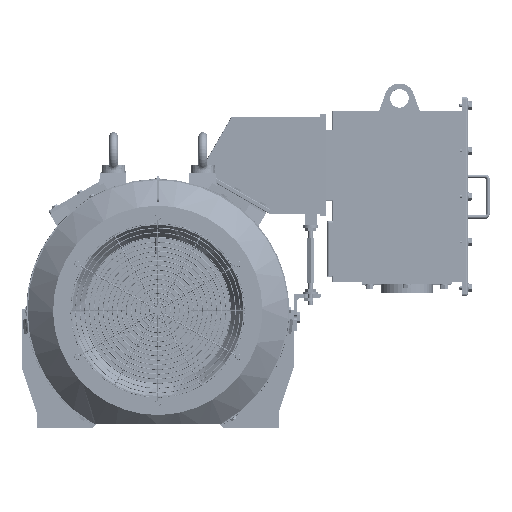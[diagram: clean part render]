
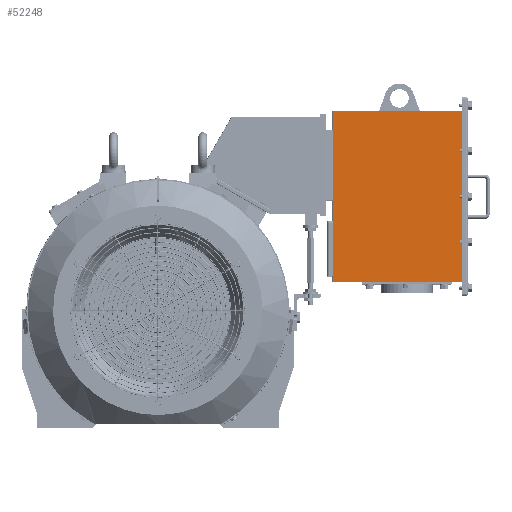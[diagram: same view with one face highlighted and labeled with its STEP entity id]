
A CAD part, front view. The second image highlights one B-rep face of the part: STEP entity #52248.
In plain terms, the highlighted planar face has unit normal (0.003, -1, 0.005).
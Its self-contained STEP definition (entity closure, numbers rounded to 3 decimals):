
#49768=CARTESIAN_POINT('Vertex',(470.191,-331.224,76.945)) ;
#49771=CARTESIAN_POINT('Line Origine',(470.188,-330.097,306.442)) ;
#49775=CARTESIAN_POINT('Vertex',(470.184,-328.971,535.939)) ;
#51173=CARTESIAN_POINT('Vertex',(825.69,-330.307,76.945)) ;
#51178=CARTESIAN_POINT('Line Origine',(650.168,-330.76,76.945)) ;
#52178=CARTESIAN_POINT('Vertex',(825.683,-328.054,535.94)) ;
#52186=CARTESIAN_POINT('Line Origine',(650.161,-328.507,535.939)) ;
#52232=CARTESIAN_POINT('Axis2P3D Location',(830.183,-328.065,531.44)) ;
#52237=CARTESIAN_POINT('Line Origine',(825.686,-329.181,306.443)) ;
#49772=DIRECTION('Vector Direction',(0.,0.005,1.)) ;
#51179=DIRECTION('Vector Direction',(-1.,-0.003,0.)) ;
#52187=DIRECTION('Vector Direction',(-1.,-0.003,0.)) ;
#52233=DIRECTION('Axis2P3D Direction',(-0.003,1.,-0.005)) ;
#52234=DIRECTION('Axis2P3D XDirection',(0.,-0.005,-1.)) ;
#52238=DIRECTION('Vector Direction',(0.,-0.005,-1.)) ;
#52235=AXIS2_PLACEMENT_3D('Plane Axis2P3D',#52232,#52233,#52234) ;
#52243=ORIENTED_EDGE('',*,*,#52241,.F.) ;
#52244=ORIENTED_EDGE('',*,*,#52190,.T.) ;
#52245=ORIENTED_EDGE('',*,*,#49777,.T.) ;
#52246=ORIENTED_EDGE('',*,*,#51182,.F.) ;
#49773=VECTOR('Line Direction',#49772,1.) ;
#51180=VECTOR('Line Direction',#51179,1.) ;
#52188=VECTOR('Line Direction',#52187,1.) ;
#52239=VECTOR('Line Direction',#52238,1.) ;
#52248=ADVANCED_FACE('PartBody',(#52247),#52236,.F.) ;
#49777=EDGE_CURVE('',#49776,#49769,#49774,.F.) ;
#51182=EDGE_CURVE('',#51174,#49769,#51181,.T.) ;
#52190=EDGE_CURVE('',#52179,#49776,#52189,.T.) ;
#52241=EDGE_CURVE('',#52179,#51174,#52240,.T.) ;
#52242=EDGE_LOOP('',(#52243,#52244,#52245,#52246)) ;
#52247=FACE_OUTER_BOUND('',#52242,.T.) ;
#49774=LINE('Line',#49771,#49773) ;
#51181=LINE('Line',#51178,#51180) ;
#52189=LINE('Line',#52186,#52188) ;
#52240=LINE('Line',#52237,#52239) ;
#52236=PLANE('',#52235) ;
#49769=VERTEX_POINT('',#49768) ;
#49776=VERTEX_POINT('',#49775) ;
#51174=VERTEX_POINT('',#51173) ;
#52179=VERTEX_POINT('',#52178) ;
